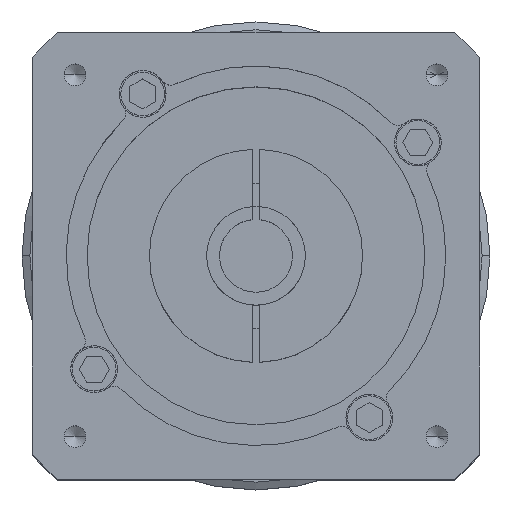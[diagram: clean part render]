
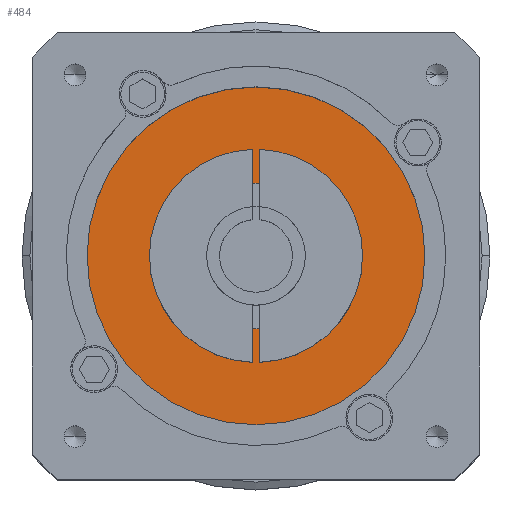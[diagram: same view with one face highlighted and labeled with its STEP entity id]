
A CAD part, top view. The second image highlights one B-rep face of the part: STEP entity #484.
In plain terms, the highlighted planar face has unit normal (0, 0, 1).
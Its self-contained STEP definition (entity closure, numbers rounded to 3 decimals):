
#5 = EDGE_CURVE ( 'NONE', #7733, #1179, #5958, .T. ) ;
#20 = CARTESIAN_POINT ( 'NONE',  ( 0., 0., 130. ) ) ;
#484 = ADVANCED_FACE ( 'NONE', ( #5285, #603 ), #3623, .T. ) ;
#599 = CARTESIAN_POINT ( 'NONE',  ( 0., 0., 130. ) ) ;
#603 = FACE_BOUND ( 'NONE', #9864, .T. ) ;
#888 = VERTEX_POINT ( 'NONE', #5841 ) ;
#897 = DIRECTION ( 'NONE',  ( 1., 0., 0. ) ) ;
#938 = ORIENTED_EDGE ( 'NONE', *, *, #5, .T. ) ;
#1179 = VERTEX_POINT ( 'NONE', #3636 ) ;
#1360 = CARTESIAN_POINT ( 'NONE',  ( 32.5, 0., 130. ) ) ;
#1393 = EDGE_CURVE ( 'NONE', #3377, #888, #4872, .T. ) ;
#1986 = AXIS2_PLACEMENT_3D ( 'NONE', #4802, #10874, #5680 ) ;
#2192 = CARTESIAN_POINT ( 'NONE',  ( 0., 0., 130. ) ) ;
#2212 = AXIS2_PLACEMENT_3D ( 'NONE', #599, #2335, #2375 ) ;
#2335 = DIRECTION ( 'NONE',  ( 0., 0., 1. ) ) ;
#2375 = DIRECTION ( 'NONE',  ( 1., 0., 0. ) ) ;
#2786 = AXIS2_PLACEMENT_3D ( 'NONE', #2192, #8304, #3085 ) ;
#3085 = DIRECTION ( 'NONE',  ( 1., 0., 0. ) ) ;
#3377 = VERTEX_POINT ( 'NONE', #8656 ) ;
#3414 = CIRCLE ( 'NONE', #2786, 14. ) ;
#3623 = PLANE ( 'NONE',  #5302 ) ;
#3636 = CARTESIAN_POINT ( 'NONE',  ( -32.5, 0., 130. ) ) ;
#4352 = AXIS2_PLACEMENT_3D ( 'NONE', #20, #6159, #897 ) ;
#4511 = CARTESIAN_POINT ( 'NONE',  ( 0., 0., 130. ) ) ;
#4802 = CARTESIAN_POINT ( 'NONE',  ( 0., 0., 130. ) ) ;
#4872 = CIRCLE ( 'NONE', #4352, 14. ) ;
#5009 = EDGE_LOOP ( 'NONE', ( #938, #10521 ) ) ;
#5285 = FACE_OUTER_BOUND ( 'NONE', #5009, .T. ) ;
#5302 = AXIS2_PLACEMENT_3D ( 'NONE', #4511, #10548, #5394 ) ;
#5394 = DIRECTION ( 'NONE',  ( 1., 0., 0. ) ) ;
#5680 = DIRECTION ( 'NONE',  ( 1., 0., 0. ) ) ;
#5699 = ORIENTED_EDGE ( 'NONE', *, *, #1393, .F. ) ;
#5841 = CARTESIAN_POINT ( 'NONE',  ( -14., 0., 130. ) ) ;
#5958 = CIRCLE ( 'NONE', #2212, 32.5 ) ;
#6159 = DIRECTION ( 'NONE',  ( 0., 0., 1. ) ) ;
#6543 = EDGE_CURVE ( 'NONE', #1179, #7733, #7410, .T. ) ;
#7410 = CIRCLE ( 'NONE', #1986, 32.5 ) ;
#7627 = ORIENTED_EDGE ( 'NONE', *, *, #8394, .F. ) ;
#7733 = VERTEX_POINT ( 'NONE', #1360 ) ;
#8304 = DIRECTION ( 'NONE',  ( 0., 0., 1. ) ) ;
#8394 = EDGE_CURVE ( 'NONE', #888, #3377, #3414, .T. ) ;
#8656 = CARTESIAN_POINT ( 'NONE',  ( 14., 0., 130. ) ) ;
#9864 = EDGE_LOOP ( 'NONE', ( #7627, #5699 ) ) ;
#10521 = ORIENTED_EDGE ( 'NONE', *, *, #6543, .T. ) ;
#10548 = DIRECTION ( 'NONE',  ( 0., 0., 1. ) ) ;
#10874 = DIRECTION ( 'NONE',  ( 0., 0., 1. ) ) ;
